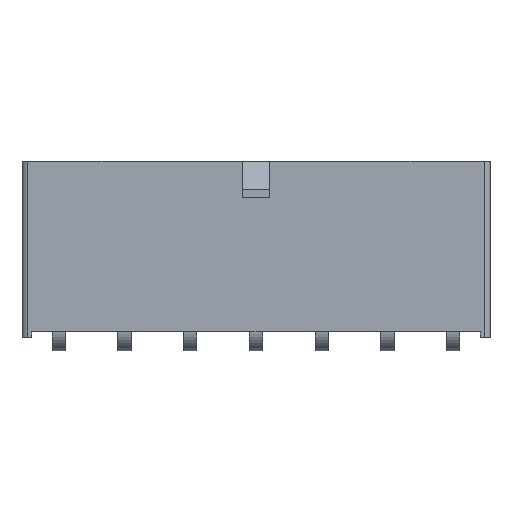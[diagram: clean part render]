
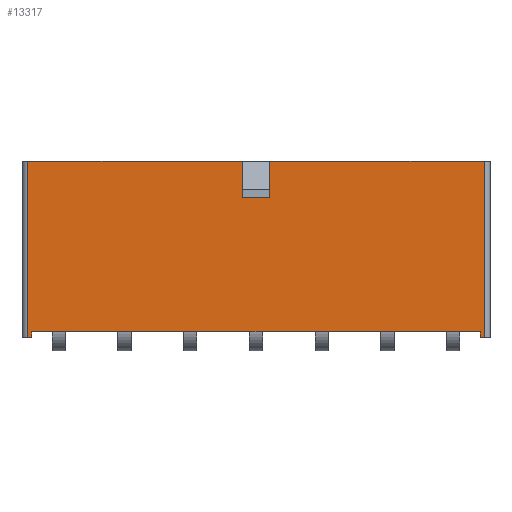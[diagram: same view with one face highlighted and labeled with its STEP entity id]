
A CAD part, top view. The second image highlights one B-rep face of the part: STEP entity #13317.
In plain terms, the highlighted planar face has unit normal (0, 0, 1).
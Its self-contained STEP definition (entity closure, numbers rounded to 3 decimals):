
#480=ORIENTED_EDGE('',*,*,#3154,.F.);
#481=ORIENTED_EDGE('',*,*,#3152,.T.);
#482=ORIENTED_EDGE('',*,*,#3155,.T.);
#483=ORIENTED_EDGE('',*,*,#3156,.T.);
#484=ORIENTED_EDGE('',*,*,#3157,.F.);
#485=ORIENTED_EDGE('',*,*,#3158,.F.);
#486=ORIENTED_EDGE('',*,*,#3159,.F.);
#487=ORIENTED_EDGE('',*,*,#3160,.T.);
#488=ORIENTED_EDGE('',*,*,#3161,.F.);
#489=ORIENTED_EDGE('',*,*,#3162,.F.);
#490=ORIENTED_EDGE('',*,*,#3163,.T.);
#491=ORIENTED_EDGE('',*,*,#3164,.F.);
#3152=EDGE_CURVE('',#4470,#4469,#5356,.T.);
#3154=EDGE_CURVE('',#4470,#4471,#5358,.T.);
#3155=EDGE_CURVE('',#4469,#4472,#5359,.T.);
#3156=EDGE_CURVE('',#4472,#4473,#5360,.T.);
#3157=EDGE_CURVE('',#4474,#4473,#5361,.T.);
#3158=EDGE_CURVE('',#4475,#4474,#5362,.T.);
#3159=EDGE_CURVE('',#4476,#4475,#5363,.T.);
#3160=EDGE_CURVE('',#4476,#4477,#5364,.T.);
#3161=EDGE_CURVE('',#4478,#4477,#5365,.T.);
#3162=EDGE_CURVE('',#4479,#4478,#5366,.T.);
#3163=EDGE_CURVE('',#4479,#4480,#5367,.T.);
#3164=EDGE_CURVE('',#4471,#4480,#5368,.T.);
#4469=VERTEX_POINT('',#17543);
#4470=VERTEX_POINT('',#17545);
#4471=VERTEX_POINT('',#17549);
#4472=VERTEX_POINT('',#17551);
#4473=VERTEX_POINT('',#17553);
#4474=VERTEX_POINT('',#17555);
#4475=VERTEX_POINT('',#17557);
#4476=VERTEX_POINT('',#17559);
#4477=VERTEX_POINT('',#17561);
#4478=VERTEX_POINT('',#17563);
#4479=VERTEX_POINT('',#17565);
#4480=VERTEX_POINT('',#17567);
#5356=LINE('',#17544,#6614);
#5358=LINE('',#17548,#6616);
#5359=LINE('',#17550,#6617);
#5360=LINE('',#17552,#6618);
#5361=LINE('',#17554,#6619);
#5362=LINE('',#17556,#6620);
#5363=LINE('',#17558,#6621);
#5364=LINE('',#17560,#6622);
#5365=LINE('',#17562,#6623);
#5366=LINE('',#17564,#6624);
#5367=LINE('',#17566,#6625);
#5368=LINE('',#17568,#6626);
#6614=VECTOR('',#14854,1000.);
#6616=VECTOR('',#14858,1000.);
#6617=VECTOR('',#14859,1000.);
#6618=VECTOR('',#14860,1000.);
#6619=VECTOR('',#14861,1000.);
#6620=VECTOR('',#14862,1000.);
#6621=VECTOR('',#14863,1000.);
#6622=VECTOR('',#14864,1000.);
#6623=VECTOR('',#14865,1000.);
#6624=VECTOR('',#14866,1000.);
#6625=VECTOR('',#14867,1000.);
#6626=VECTOR('',#14868,1000.);
#7729=EDGE_LOOP('',(#480,#481,#482,#483,#484,#485,#486,#487,#488,#489,#490,
#491));
#8321=FACE_BOUND('',#7729,.T.);
#8906=PLANE('',#13897);
#13317=ADVANCED_FACE('',(#8321),#8906,.F.);
#13897=AXIS2_PLACEMENT_3D('',#17547,#14856,#14857);
#14854=DIRECTION('',(0.,1.,0.));
#14856=DIRECTION('',(0.,0.,-1.));
#14857=DIRECTION('',(-1.,0.,0.));
#14858=DIRECTION('',(1.,0.,0.));
#14859=DIRECTION('',(-1.,0.,0.));
#14860=DIRECTION('',(0.,-1.,0.));
#14861=DIRECTION('',(-1.,0.,0.));
#14862=DIRECTION('',(0.,-1.,0.));
#14863=DIRECTION('',(-1.,0.,0.));
#14864=DIRECTION('',(0.,-1.,0.));
#14865=DIRECTION('',(-1.,0.,0.));
#14866=DIRECTION('',(0.,-1.,0.));
#14867=DIRECTION('',(-1.,0.,0.));
#14868=DIRECTION('',(0.,1.,0.));
#17543=CARTESIAN_POINT('',(-19.425,7.65,3.4));
#17544=CARTESIAN_POINT('',(-19.425,7.15,3.4));
#17545=CARTESIAN_POINT('',(-19.425,7.15,3.4));
#17547=CARTESIAN_POINT('',(20.275,7.65,3.4));
#17548=CARTESIAN_POINT('',(-19.425,7.15,3.4));
#17549=CARTESIAN_POINT('',(19.425,7.15,3.4));
#17550=CARTESIAN_POINT('',(20.275,7.65,3.4));
#17551=CARTESIAN_POINT('',(-19.775,7.65,3.4));
#17552=CARTESIAN_POINT('',(-19.775,7.65,3.4));
#17553=CARTESIAN_POINT('',(-19.775,-7.65,3.4));
#17554=CARTESIAN_POINT('',(20.275,-7.65,3.4));
#17555=CARTESIAN_POINT('',(-1.175,-7.65,3.4));
#17556=CARTESIAN_POINT('',(-1.175,-4.65,3.4));
#17557=CARTESIAN_POINT('',(-1.175,-4.65,3.4));
#17558=CARTESIAN_POINT('',(1.175,-4.65,3.4));
#17559=CARTESIAN_POINT('',(1.175,-4.65,3.4));
#17560=CARTESIAN_POINT('',(1.175,-4.65,3.4));
#17561=CARTESIAN_POINT('',(1.175,-7.65,3.4));
#17562=CARTESIAN_POINT('',(20.275,-7.65,3.4));
#17563=CARTESIAN_POINT('',(19.775,-7.65,3.4));
#17564=CARTESIAN_POINT('',(19.775,7.65,3.4));
#17565=CARTESIAN_POINT('',(19.775,7.65,3.4));
#17566=CARTESIAN_POINT('',(20.275,7.65,3.4));
#17567=CARTESIAN_POINT('',(19.425,7.65,3.4));
#17568=CARTESIAN_POINT('',(19.425,7.15,3.4));
